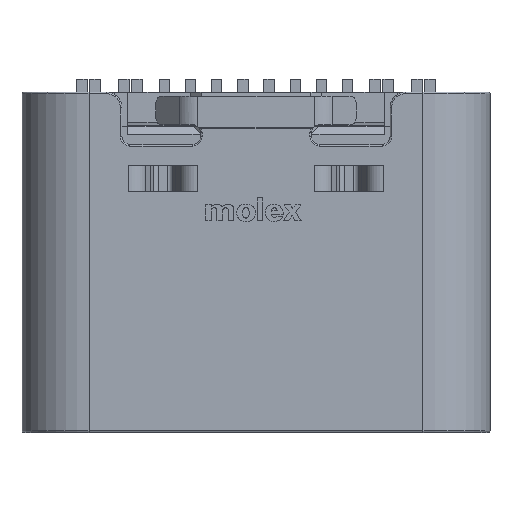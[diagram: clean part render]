
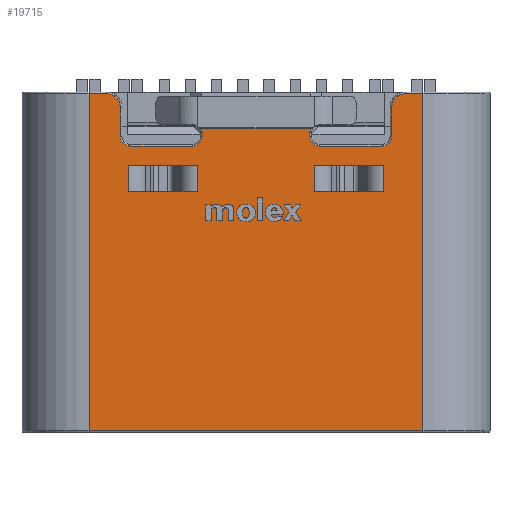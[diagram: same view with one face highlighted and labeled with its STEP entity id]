
A CAD part, top view. The second image highlights one B-rep face of the part: STEP entity #19715.
In plain terms, the highlighted face is planar.
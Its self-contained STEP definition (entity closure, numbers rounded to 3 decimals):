
#59=FACE_BOUND('',#3139,.T.);
#60=FACE_BOUND('',#3140,.T.);
#1083=CIRCLE('',#21429,0.27);
#1087=CIRCLE('',#21435,0.18);
#1091=CIRCLE('',#21441,0.18);
#1094=CIRCLE('',#21446,0.18);
#1096=CIRCLE('',#21449,0.18);
#1097=CIRCLE('',#21450,0.18);
#1098=CIRCLE('',#21451,0.18);
#1099=CIRCLE('',#21452,0.27);
#2037=FACE_OUTER_BOUND('',#3138,.T.);
#3138=EDGE_LOOP('',(#15875,#15876,#15877,#15878,#15879,#15880,#15881,#15882,
#15883,#15884,#15885,#15886,#15887,#15888,#15889,#15890,#15891,#15892,#15893,
#15894));
#3139=EDGE_LOOP('',(#15895,#15896,#15897,#15898));
#3140=EDGE_LOOP('',(#15899,#15900,#15901,#15902));
#4972=LINE('',#31357,#7060);
#4974=LINE('',#31369,#7062);
#4976=LINE('',#31381,#7064);
#4978=LINE('',#31393,#7066);
#4980=LINE('',#31412,#7068);
#4981=LINE('',#31416,#7069);
#4982=LINE('',#31420,#7070);
#4983=LINE('',#31424,#7071);
#4984=LINE('',#31428,#7072);
#4985=LINE('',#31430,#7073);
#4986=LINE('',#31432,#7074);
#4987=LINE('',#31433,#7075);
#4988=LINE('',#31436,#7076);
#4989=LINE('',#31438,#7077);
#4990=LINE('',#31440,#7078);
#4991=LINE('',#31441,#7079);
#4992=LINE('',#31444,#7080);
#4993=LINE('',#31446,#7081);
#4994=LINE('',#31448,#7082);
#4995=LINE('',#31449,#7083);
#7060=VECTOR('',#25414,10.);
#7062=VECTOR('',#25428,10.);
#7064=VECTOR('',#25442,10.);
#7066=VECTOR('',#25456,10.);
#7068=VECTOR('',#25466,10.);
#7069=VECTOR('',#25469,10.);
#7070=VECTOR('',#25472,10.);
#7071=VECTOR('',#25475,10.);
#7072=VECTOR('',#25478,10.);
#7073=VECTOR('',#25479,10.);
#7074=VECTOR('',#25480,10.);
#7075=VECTOR('',#25481,10.);
#7076=VECTOR('',#25482,1.215);
#7077=VECTOR('',#25483,10.);
#7078=VECTOR('',#25484,1.215);
#7079=VECTOR('',#25485,10.);
#7080=VECTOR('',#25486,1.215);
#7081=VECTOR('',#25487,10.);
#7082=VECTOR('',#25488,1.215);
#7083=VECTOR('',#25489,10.);
#8897=VERTEX_POINT('',#31349);
#8899=VERTEX_POINT('',#31355);
#8901=VERTEX_POINT('',#31361);
#8903=VERTEX_POINT('',#31367);
#8905=VERTEX_POINT('',#31373);
#8907=VERTEX_POINT('',#31379);
#8909=VERTEX_POINT('',#31385);
#8911=VERTEX_POINT('',#31391);
#8913=VERTEX_POINT('',#31397);
#8914=VERTEX_POINT('',#31411);
#8915=VERTEX_POINT('',#31413);
#8916=VERTEX_POINT('',#31415);
#8917=VERTEX_POINT('',#31417);
#8918=VERTEX_POINT('',#31419);
#8919=VERTEX_POINT('',#31421);
#8920=VERTEX_POINT('',#31423);
#8921=VERTEX_POINT('',#31425);
#8922=VERTEX_POINT('',#31427);
#8923=VERTEX_POINT('',#31429);
#8924=VERTEX_POINT('',#31431);
#8925=VERTEX_POINT('',#31434);
#8926=VERTEX_POINT('',#31435);
#8927=VERTEX_POINT('',#31437);
#8928=VERTEX_POINT('',#31439);
#8929=VERTEX_POINT('',#31442);
#8930=VERTEX_POINT('',#31443);
#8931=VERTEX_POINT('',#31445);
#8932=VERTEX_POINT('',#31447);
#11331=EDGE_CURVE('',#8899,#8897,#4972,.T.);
#11334=EDGE_CURVE('',#8901,#8899,#1083,.T.);
#11337=EDGE_CURVE('',#8903,#8901,#4974,.T.);
#11340=EDGE_CURVE('',#8905,#8903,#1087,.T.);
#11343=EDGE_CURVE('',#8907,#8905,#4976,.T.);
#11346=EDGE_CURVE('',#8909,#8907,#1091,.T.);
#11349=EDGE_CURVE('',#8911,#8909,#4978,.T.);
#11352=EDGE_CURVE('',#8913,#8911,#1094,.T.);
#11354=EDGE_CURVE('',#8913,#8914,#4980,.T.);
#11355=EDGE_CURVE('',#8915,#8914,#1096,.T.);
#11356=EDGE_CURVE('',#8916,#8915,#4981,.T.);
#11357=EDGE_CURVE('',#8917,#8916,#1097,.T.);
#11358=EDGE_CURVE('',#8918,#8917,#4982,.T.);
#11359=EDGE_CURVE('',#8919,#8918,#1098,.T.);
#11360=EDGE_CURVE('',#8920,#8919,#4983,.T.);
#11361=EDGE_CURVE('',#8921,#8920,#1099,.T.);
#11362=EDGE_CURVE('',#8922,#8921,#4984,.T.);
#11363=EDGE_CURVE('',#8923,#8922,#4985,.T.);
#11364=EDGE_CURVE('',#8924,#8923,#4986,.T.);
#11365=EDGE_CURVE('',#8897,#8924,#4987,.T.);
#11366=EDGE_CURVE('',#8925,#8926,#4988,.T.);
#11367=EDGE_CURVE('',#8927,#8926,#4989,.T.);
#11368=EDGE_CURVE('',#8927,#8928,#4990,.T.);
#11369=EDGE_CURVE('',#8925,#8928,#4991,.T.);
#11370=EDGE_CURVE('',#8929,#8930,#4992,.T.);
#11371=EDGE_CURVE('',#8931,#8929,#4993,.T.);
#11372=EDGE_CURVE('',#8931,#8932,#4994,.T.);
#11373=EDGE_CURVE('',#8930,#8932,#4995,.T.);
#15875=ORIENTED_EDGE('',*,*,#11331,.F.);
#15876=ORIENTED_EDGE('',*,*,#11334,.F.);
#15877=ORIENTED_EDGE('',*,*,#11337,.F.);
#15878=ORIENTED_EDGE('',*,*,#11340,.F.);
#15879=ORIENTED_EDGE('',*,*,#11343,.F.);
#15880=ORIENTED_EDGE('',*,*,#11346,.F.);
#15881=ORIENTED_EDGE('',*,*,#11349,.F.);
#15882=ORIENTED_EDGE('',*,*,#11352,.F.);
#15883=ORIENTED_EDGE('',*,*,#11354,.T.);
#15884=ORIENTED_EDGE('',*,*,#11355,.F.);
#15885=ORIENTED_EDGE('',*,*,#11356,.F.);
#15886=ORIENTED_EDGE('',*,*,#11357,.F.);
#15887=ORIENTED_EDGE('',*,*,#11358,.F.);
#15888=ORIENTED_EDGE('',*,*,#11359,.F.);
#15889=ORIENTED_EDGE('',*,*,#11360,.F.);
#15890=ORIENTED_EDGE('',*,*,#11361,.F.);
#15891=ORIENTED_EDGE('',*,*,#11362,.F.);
#15892=ORIENTED_EDGE('',*,*,#11363,.F.);
#15893=ORIENTED_EDGE('',*,*,#11364,.F.);
#15894=ORIENTED_EDGE('',*,*,#11365,.F.);
#15895=ORIENTED_EDGE('',*,*,#11366,.T.);
#15896=ORIENTED_EDGE('',*,*,#11367,.F.);
#15897=ORIENTED_EDGE('',*,*,#11368,.T.);
#15898=ORIENTED_EDGE('',*,*,#11369,.F.);
#15899=ORIENTED_EDGE('',*,*,#11370,.F.);
#15900=ORIENTED_EDGE('',*,*,#11371,.F.);
#15901=ORIENTED_EDGE('',*,*,#11372,.T.);
#15902=ORIENTED_EDGE('',*,*,#11373,.F.);
#18877=PLANE('',#21448);
#19715=ADVANCED_FACE('',(#2037,#59,#60),#18877,.T.);
#21429=AXIS2_PLACEMENT_3D('',#31363,#25420,#25421);
#21435=AXIS2_PLACEMENT_3D('',#31375,#25434,#25435);
#21441=AXIS2_PLACEMENT_3D('',#31387,#25448,#25449);
#21446=AXIS2_PLACEMENT_3D('',#31408,#25460,#25461);
#21448=AXIS2_PLACEMENT_3D('',#31410,#25464,#25465);
#21449=AXIS2_PLACEMENT_3D('',#31414,#25467,#25468);
#21450=AXIS2_PLACEMENT_3D('',#31418,#25470,#25471);
#21451=AXIS2_PLACEMENT_3D('',#31422,#25473,#25474);
#21452=AXIS2_PLACEMENT_3D('',#31426,#25476,#25477);
#25414=DIRECTION('',(-1.,0.,0.));
#25420=DIRECTION('center_axis',(0.,-1.,0.));
#25421=DIRECTION('ref_axis',(0.707,0.,0.707));
#25428=DIRECTION('',(0.,0.,1.));
#25434=DIRECTION('center_axis',(0.,1.,0.));
#25435=DIRECTION('ref_axis',(-0.707,0.,-0.707));
#25442=DIRECTION('',(-1.,0.,0.));
#25448=DIRECTION('center_axis',(0.,1.,0.));
#25449=DIRECTION('ref_axis',(0.707,0.,-0.707));
#25456=DIRECTION('',(0.,0.,-1.));
#25460=DIRECTION('center_axis',(0.,1.,0.));
#25461=DIRECTION('ref_axis',(0.956,0.,0.292));
#25464=DIRECTION('center_axis',(0.,1.,0.));
#25465=DIRECTION('ref_axis',(1.,0.,0.));
#25466=DIRECTION('',(1.,0.,0.));
#25467=DIRECTION('center_axis',(0.,1.,0.));
#25468=DIRECTION('ref_axis',(-0.956,0.,0.292));
#25469=DIRECTION('',(0.,0.,1.));
#25470=DIRECTION('center_axis',(0.,1.,0.));
#25471=DIRECTION('ref_axis',(-0.707,0.,-0.707));
#25472=DIRECTION('',(-1.,0.,0.));
#25473=DIRECTION('center_axis',(0.,1.,0.));
#25474=DIRECTION('ref_axis',(0.707,0.,-0.707));
#25475=DIRECTION('',(0.,0.,-1.));
#25476=DIRECTION('center_axis',(0.,-1.,0.));
#25477=DIRECTION('ref_axis',(-0.707,0.,0.707));
#25478=DIRECTION('',(-1.,0.,0.));
#25479=DIRECTION('',(0.,0.,1.));
#25480=DIRECTION('',(1.,0.,0.));
#25481=DIRECTION('',(0.,0.,-1.));
#25482=DIRECTION('',(-1.,0.,0.));
#25483=DIRECTION('',(0.,0.,1.));
#25484=DIRECTION('',(1.,0.,0.));
#25485=DIRECTION('',(0.,0.,-1.));
#25486=DIRECTION('',(-1.,0.,0.));
#25487=DIRECTION('',(0.,0.,-1.));
#25488=DIRECTION('',(-1.,0.,0.));
#25489=DIRECTION('',(0.,0.,1.));
#31349=CARTESIAN_POINT('',(-3.19,1.778,3.095));
#31355=CARTESIAN_POINT('',(-2.86,1.778,3.095));
#31357=CARTESIAN_POINT('',(2.16,1.778,3.095));
#31361=CARTESIAN_POINT('',(-2.59,1.778,2.825));
#31363=CARTESIAN_POINT('Origin',(-2.86,1.778,2.825));
#31367=CARTESIAN_POINT('',(-2.59,1.778,2.275));
#31369=CARTESIAN_POINT('',(-2.59,1.778,1.062));
#31373=CARTESIAN_POINT('',(-2.41,1.778,2.095));
#31375=CARTESIAN_POINT('Origin',(-2.41,1.778,2.275));
#31379=CARTESIAN_POINT('',(-1.21,1.778,2.095));
#31381=CARTESIAN_POINT('',(-1.28,1.778,2.095));
#31385=CARTESIAN_POINT('',(-1.03,1.778,2.275));
#31387=CARTESIAN_POINT('Origin',(-1.21,1.778,2.275));
#31391=CARTESIAN_POINT('',(-1.03,1.778,2.35));
#31393=CARTESIAN_POINT('',(-1.03,1.778,1.137));
#31397=CARTESIAN_POINT('',(-1.051,1.778,2.434));
#31408=CARTESIAN_POINT('Origin',(-1.21,1.778,2.35));
#31410=CARTESIAN_POINT('Origin',(0.,1.778,-0.125));
#31411=CARTESIAN_POINT('',(1.051,1.778,2.434));
#31412=CARTESIAN_POINT('',(0.024,1.778,2.434));
#31413=CARTESIAN_POINT('',(1.03,1.778,2.35));
#31414=CARTESIAN_POINT('Origin',(1.21,1.778,2.35));
#31415=CARTESIAN_POINT('',(1.03,1.778,2.275));
#31416=CARTESIAN_POINT('',(1.03,1.778,0.987));
#31417=CARTESIAN_POINT('',(1.21,1.778,2.095));
#31418=CARTESIAN_POINT('Origin',(1.21,1.778,2.275));
#31419=CARTESIAN_POINT('',(2.41,1.778,2.095));
#31420=CARTESIAN_POINT('',(0.53,1.778,2.095));
#31421=CARTESIAN_POINT('',(2.59,1.778,2.275));
#31422=CARTESIAN_POINT('Origin',(2.41,1.778,2.275));
#31423=CARTESIAN_POINT('',(2.59,1.778,2.825));
#31424=CARTESIAN_POINT('',(2.59,1.778,1.612));
#31425=CARTESIAN_POINT('',(2.86,1.778,3.095));
#31426=CARTESIAN_POINT('Origin',(2.86,1.778,2.825));
#31427=CARTESIAN_POINT('',(3.19,1.778,3.095));
#31428=CARTESIAN_POINT('',(2.16,1.778,3.095));
#31429=CARTESIAN_POINT('',(3.19,1.778,-3.345));
#31430=CARTESIAN_POINT('',(3.19,1.778,-0.125));
#31431=CARTESIAN_POINT('',(-3.19,1.778,-3.345));
#31432=CARTESIAN_POINT('',(2.185,1.778,-3.345));
#31433=CARTESIAN_POINT('',(-3.19,1.778,-0.125));
#31434=CARTESIAN_POINT('',(-1.121,1.778,1.725));
#31435=CARTESIAN_POINT('',(-2.429,1.778,1.725));
#31436=CARTESIAN_POINT('',(-1.168,1.778,1.725));
#31437=CARTESIAN_POINT('',(-2.429,1.778,1.225));
#31438=CARTESIAN_POINT('',(-2.429,1.778,0.8));
#31439=CARTESIAN_POINT('',(-1.121,1.778,1.225));
#31440=CARTESIAN_POINT('',(-2.383,1.778,1.225));
#31441=CARTESIAN_POINT('',(-1.121,1.778,0.8));
#31442=CARTESIAN_POINT('',(2.43,1.778,1.225));
#31443=CARTESIAN_POINT('',(1.122,1.778,1.225));
#31444=CARTESIAN_POINT('',(2.383,1.778,1.225));
#31445=CARTESIAN_POINT('',(2.43,1.778,1.725));
#31446=CARTESIAN_POINT('',(2.43,1.778,0.87));
#31447=CARTESIAN_POINT('',(1.122,1.778,1.725));
#31448=CARTESIAN_POINT('',(2.383,1.778,1.725));
#31449=CARTESIAN_POINT('',(1.122,1.778,0.87));
